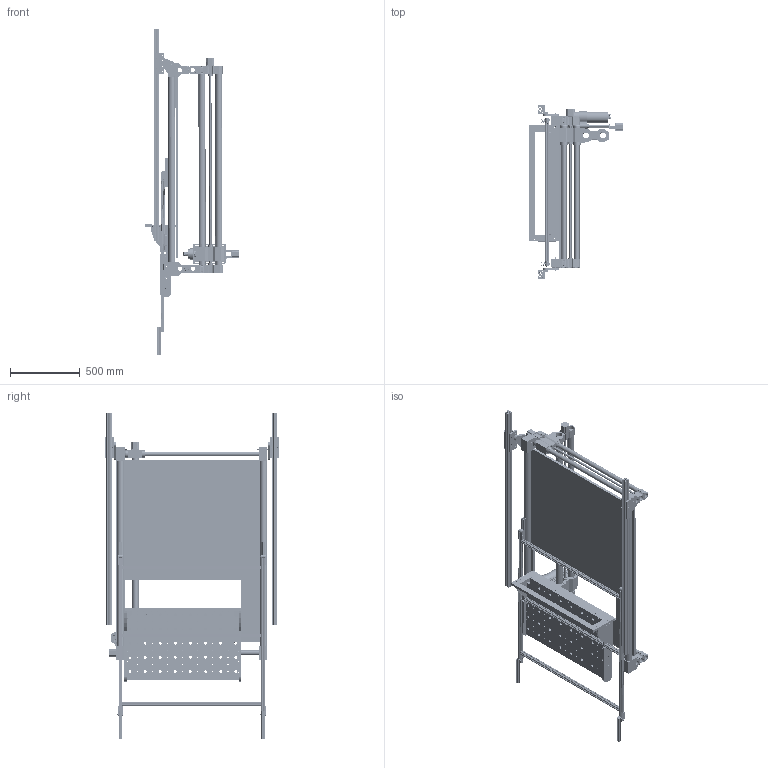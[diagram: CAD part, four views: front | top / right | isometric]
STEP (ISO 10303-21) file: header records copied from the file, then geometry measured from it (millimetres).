
FILE_DESCRIPTION(/* description */ (''),/* implementation_level */ '2;1');
FILE_NAME(/* name */ '1f622b90-6465-49bf-8f4f-03a817f3b653.stp',/* time_stamp */ '2023-05-31T01:33:58Z',/* author */ (''),/* organization */ (''),/* preprocessor_version */ 'ST-DEVELOPER v19.2',/* originating_system */ 'Autodesk Translation Framework v12.6.0.85',/* authorisation */ '');
FILE_SCHEMA (('AUTOMOTIVE_DESIGN { 1 0 10303 214 3 1 1 }'));
Products named in the file (75): wallMount2; OFJM50-QCW-Plate; OneFinity_Journeyman v1; Carriage_Assembly; Rail_Assembly; JourneyMan-X50; X50_16mm_Ballscrew; 50mmRail; Mount50; X50_Carriage_Assembly; X50_Carriage; 6624K41_BALL SCREW (2); 61205K99_FIXED ALIGNMENT LINEAR BALL BEARING; Carriage_Assembly (1); Motion_Carriage; Linear_Bearing; 6624K41_BALL SCREW (1); Z_Assembly; Z_Axis_Mount; 12mm_Ball_Screw; Linear_Shaft_Z; Z_Motion_Assembly-80mm; 6638K9_BALL SCREW WITH FLANGE BALL NUT (1); 80mm_mount; 6676K37 (1); Rail_Assembly (1); Mount; Linear_Rail; 16mm_Ball_screw; Nema23_Stepper; Thread_Wipe; JGD-80/2.2R24 v13; Spindlebody; Spindlefront; Spindleshaft; Collet ER20 6mm; Nut ER20; Union; Union (1); штуцер ...
Assembly tree (125 placements, depth 6):
  wallMount2
    OFJM50-QCW-Plate
      OneFinity_Journeyman v1
        Carriage_Assembly
          Motion_Carriage
          Linear_Bearing  x4
          6624K41_BALL SCREW (1)
        Rail_Assembly
          Mount  x2
          Linear_Rail  x2
          16mm_Ball_screw
          Nema23_Stepper
          Thread_Wipe  x2
        JourneyMan-X50
          Mount50  x2
          50mmRail  x2
          X50_16mm_Ballscrew
          Nema23_Stepper
          Thread_Wipe  x2
        X50_Carriage_Assembly
          X50_Carriage
          61205K99_FIXED ALIGNMENT LINEAR BALL BEARING  x2
          6624K41_BALL SCREW (2)
        Carriage_Assembly (1)
          Motion_Carriage
          Linear_Bearing  x4
          6624K41_BALL SCREW (1)
        Z_Assembly
          Z_Axis_Mount
          Linear_Shaft_Z  x2
          12mm_Ball_Screw
          Nema23_Stepper
        Z_Motion_Assembly-80mm
          6638K9_BALL SCREW WITH FLANGE BALL NUT (1)
          6676K37 (1)  x4
          80mm_mount
        Rail_Assembly (1)
          Mount  x2
          Linear_Rail  x2
          16mm_Ball_screw
          Nema23_Stepper
          Thread_Wipe  x2
        JGD-80/2.2R24 v13
          Spindlebody
          Spindlefront
          Spindleshaft
          Collet ER20 6mm
          Nut ER20
          DIN 912 - M4 x 0,7 x 10 x 8,25  x8
          Union
            штуцер
            гайка штуцера
          Union (1)
            штуцер
            гайка штуцера
          Connector gasket
          Connector plug
          винт M3 x 12  x4
      QCW
        QCWRail  x2
Bounding box: 679.23 x 1247.7 x 2340.5 mm (x, y, z)
Volume: 55227750.9 mm3; surface area: 10907241.9 mm2
Topology: 187 solids, 191 shells, 5525 faces, 14178 edges, 9347 vertices
Faces by surface type: plane 2770, cylinder 2186, cone 348, torus 174, bspline 32, sphere 15
Full cylindrical faces by diameter (mm): 1.27 x16, 1.8 x4, 2.459 x4, 2.5 x8, 2.729 x4, 3 x8, 3.175 x24, 3.2 x4, 3.242 x8, 3.823 x4, 4 x8, 4.3 x2, 4.5 x14, 4.7 x40, 4.77 x2, 4.826 x24, 4.917 x3, 5.08 x60, 5.105 x24, 5.207 x9, 5.5 x2, 5.71 x2, 6 x3, 6.096 x12, 6.25 x2, 6.35 x65, 6.528 x28, 6.563 x54, 6.655 x2, 7 x8
Entity records: 165982 total; most frequent: CARTESIAN_POINT 67531, DIRECTION 19964, ORIENTED_EDGE 19894, EDGE_CURVE 9947, AXIS2_PLACEMENT_3D 6979, VERTEX_POINT 6560, LINE 6006, VECTOR 6006
